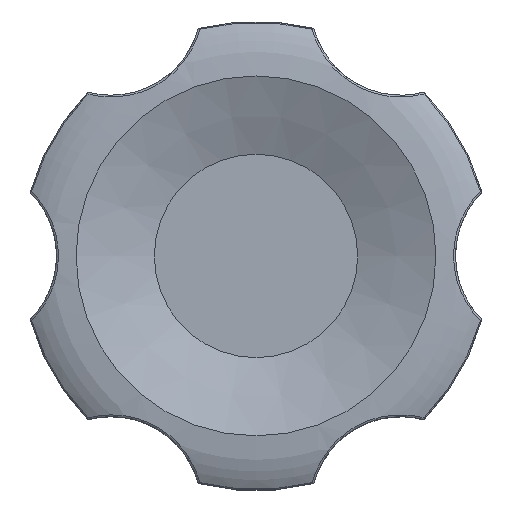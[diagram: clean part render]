
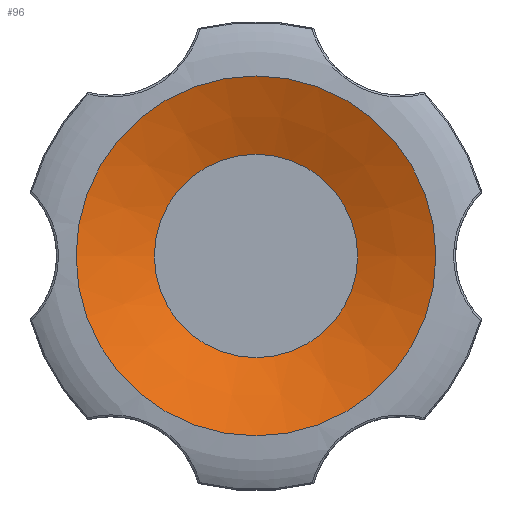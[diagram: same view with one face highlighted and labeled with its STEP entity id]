
A CAD part, top view. The second image highlights one B-rep face of the part: STEP entity #96.
In plain terms, the highlighted conical face has half-angle 68.199 degrees and reference radius 23 mm.
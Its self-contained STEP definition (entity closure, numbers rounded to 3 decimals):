
#96 = ADVANCED_FACE( '', ( #237, #238 ), #239, .F. );
#237 = FACE_BOUND( '', #953, .T. );
#238 = FACE_OUTER_BOUND( '', #954, .T. );
#239 = CONICAL_SURFACE( '', #955, 23., 1.19 );
#953 = EDGE_LOOP( '', ( #3857 ) );
#954 = EDGE_LOOP( '', ( #3858 ) );
#955 = AXIS2_PLACEMENT_3D( '', #3859, #3860, #3861 );
#3857 = ORIENTED_EDGE( '', *, *, #4276, .F. );
#3858 = ORIENTED_EDGE( '', *, *, #4277, .T. );
#3859 = CARTESIAN_POINT( '', ( 0., 0., 36. ) );
#3860 = DIRECTION( '', ( 0., 0., 1. ) );
#3861 = DIRECTION( '', ( 1., 0., 0. ) );
#4276 = EDGE_CURVE( '', #4489, #4489, #4490, .T. );
#4277 = EDGE_CURVE( '', #4491, #4491, #4492, .T. );
#4489 = VERTEX_POINT( '', #5473 );
#4490 = CIRCLE( '', #5474, 13. );
#4491 = VERTEX_POINT( '', #5475 );
#4492 = CIRCLE( '', #5476, 23. );
#5473 = CARTESIAN_POINT( '', ( 13., 0., 32. ) );
#5474 = AXIS2_PLACEMENT_3D( '', #7279, #7280, #7281 );
#5475 = CARTESIAN_POINT( '', ( 23., 0., 36. ) );
#5476 = AXIS2_PLACEMENT_3D( '', #7282, #7283, #7284 );
#7279 = CARTESIAN_POINT( '', ( 0., 0., 32. ) );
#7280 = DIRECTION( '', ( 0., 0., 1. ) );
#7281 = DIRECTION( '', ( 1., 0., 0. ) );
#7282 = CARTESIAN_POINT( '', ( 0., 0., 36. ) );
#7283 = DIRECTION( '', ( 0., 0., 1. ) );
#7284 = DIRECTION( '', ( 1., 0., 0. ) );
